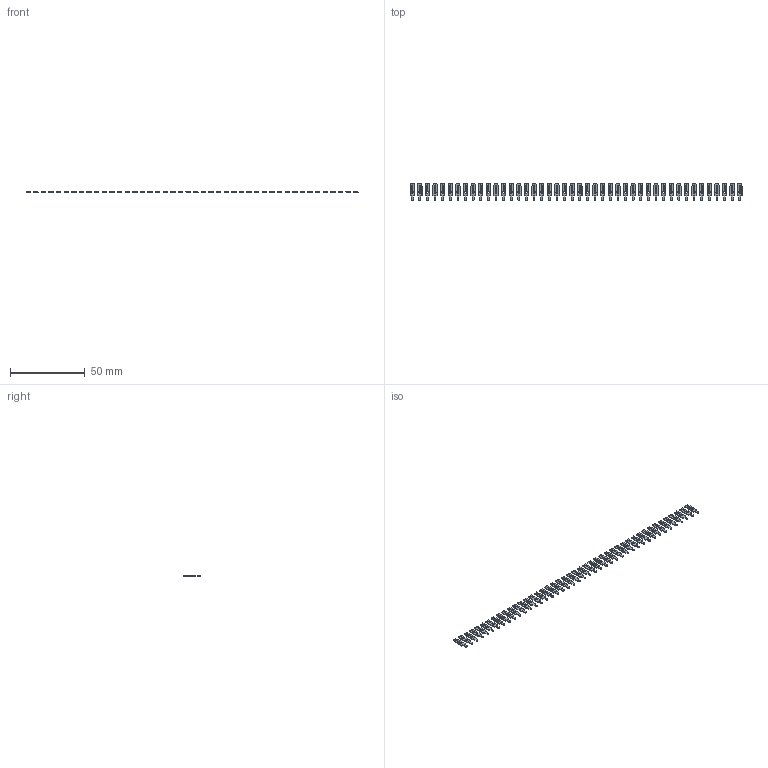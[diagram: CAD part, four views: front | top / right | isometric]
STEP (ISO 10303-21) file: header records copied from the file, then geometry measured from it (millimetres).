
FILE_DESCRIPTION (( 'STEP AP203' ), '1' );
FILE_NAME ('103-044-250-200.STEP', '2020-04-09T21:19:05', ( '' ), ( '' ), 'SwSTEP 2.0', 'SolidWorks 2016', '' );
FILE_SCHEMA (( 'CONFIG_CONTROL_DESIGN' ));
Length unit declared in the file: inch
Products named in the file (2): 100-290-001_100-290-250; 103-044-250-200
Assembly tree (44 placements, depth 2):
  103-044-250-200
    100-290-001_100-290-250  x44
Bounding box: 221.36 x 11.48 x 0.66 mm (x, y, z)
Volume: 686.6 mm3; surface area: 3227.4 mm2
Topology: 44 solids, 44 shells, 1056 faces, 2904 edges, 1936 vertices
Faces by surface type: plane 880, cylinder 176
Entity records: 2334 total; most frequent: DIRECTION 212, CARTESIAN_POINT 193, ORIENTED_EDGE 132, DATE_AND_TIME 98, LOCAL_TIME 98, CALENDAR_DATE 98, COORDINATED_UNIVERSAL_TIME_OFFSET 98, AXIS2_PLACEMENT_3D 79
